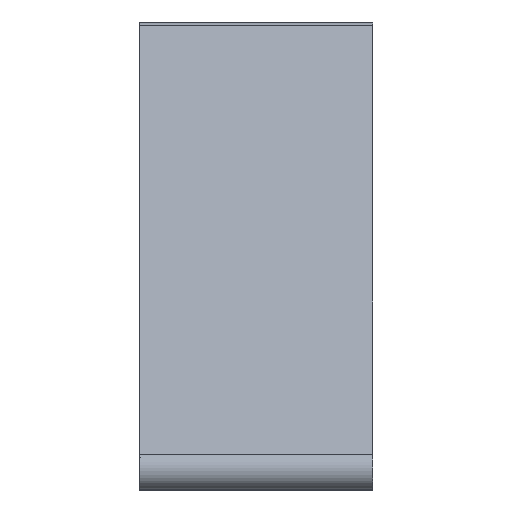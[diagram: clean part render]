
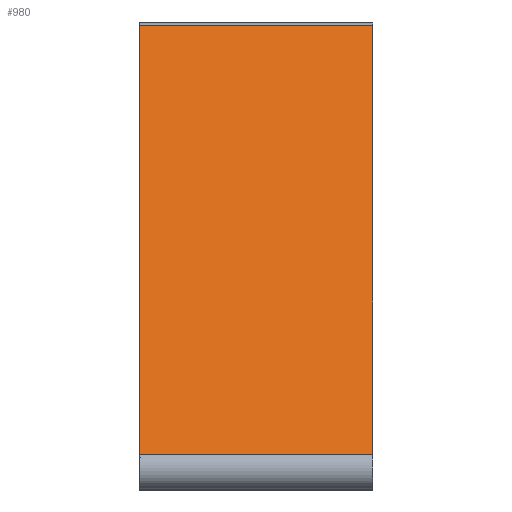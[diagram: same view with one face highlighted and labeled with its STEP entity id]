
A CAD part, left-side view. The second image highlights one B-rep face of the part: STEP entity #980.
In plain terms, the highlighted planar face has unit normal (-0.574, 0, 0.819).
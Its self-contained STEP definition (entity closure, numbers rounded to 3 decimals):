
#28 = CARTESIAN_POINT ( 'NONE',  ( -14.066, 0., -4.035 ) ) ;
#118 = DIRECTION ( 'NONE',  ( 0., 1., 0. ) ) ;
#212 = LINE ( 'NONE', #310, #1555 ) ;
#264 = AXIS2_PLACEMENT_3D ( 'NONE', #295, #650, #530 ) ;
#281 = ORIENTED_EDGE ( 'NONE', *, *, #899, .T. ) ;
#295 = CARTESIAN_POINT ( 'NONE',  ( -14.066, -4.76, -4.035 ) ) ;
#310 = CARTESIAN_POINT ( 'NONE',  ( -14.066, -4.76, -4.035 ) ) ;
#417 = VECTOR ( 'NONE', #1108, 1000. ) ;
#510 = LINE ( 'NONE', #28, #417 ) ;
#526 = EDGE_CURVE ( 'NONE', #713, #1542, #692, .T. ) ;
#530 = DIRECTION ( 'NONE',  ( 0.819, 0., 0.574 ) ) ;
#567 = CARTESIAN_POINT ( 'NONE',  ( -14.066, -4.76, -4.035 ) ) ;
#627 = VECTOR ( 'NONE', #1206, 1000. ) ;
#650 = DIRECTION ( 'NONE',  ( -0.574, 0., 0.819 ) ) ;
#683 = CARTESIAN_POINT ( 'NONE',  ( -1.605, -4.76, 4.69 ) ) ;
#692 = LINE ( 'NONE', #567, #627 ) ;
#713 = VERTEX_POINT ( 'NONE', #1013 ) ;
#748 = LINE ( 'NONE', #1245, #1187 ) ;
#820 = VERTEX_POINT ( 'NONE', #683 ) ;
#893 = FACE_OUTER_BOUND ( 'NONE', #1532, .T. ) ;
#899 = EDGE_CURVE ( 'NONE', #820, #921, #748, .T. ) ;
#921 = VERTEX_POINT ( 'NONE', #1341 ) ;
#924 = EDGE_CURVE ( 'NONE', #1542, #921, #510, .T. ) ;
#980 = ADVANCED_FACE ( 'NONE', ( #893 ), #1281, .T. ) ;
#1013 = CARTESIAN_POINT ( 'NONE',  ( -14.066, -4.76, -4.035 ) ) ;
#1059 = ORIENTED_EDGE ( 'NONE', *, *, #526, .F. ) ;
#1067 = ORIENTED_EDGE ( 'NONE', *, *, #924, .F. ) ;
#1108 = DIRECTION ( 'NONE',  ( 0.819, 0., 0.574 ) ) ;
#1128 = ORIENTED_EDGE ( 'NONE', *, *, #1552, .T. ) ;
#1187 = VECTOR ( 'NONE', #118, 1000. ) ;
#1206 = DIRECTION ( 'NONE',  ( 0., 1., 0. ) ) ;
#1245 = CARTESIAN_POINT ( 'NONE',  ( -1.605, -4.76, 4.69 ) ) ;
#1281 = PLANE ( 'NONE',  #264 ) ;
#1289 = DIRECTION ( 'NONE',  ( 0.819, 0., 0.574 ) ) ;
#1341 = CARTESIAN_POINT ( 'NONE',  ( -1.605, 0., 4.69 ) ) ;
#1415 = CARTESIAN_POINT ( 'NONE',  ( -14.066, 0., -4.035 ) ) ;
#1532 = EDGE_LOOP ( 'NONE', ( #1067, #1059, #1128, #281 ) ) ;
#1542 = VERTEX_POINT ( 'NONE', #1415 ) ;
#1552 = EDGE_CURVE ( 'NONE', #713, #820, #212, .T. ) ;
#1555 = VECTOR ( 'NONE', #1289, 1000. ) ;
